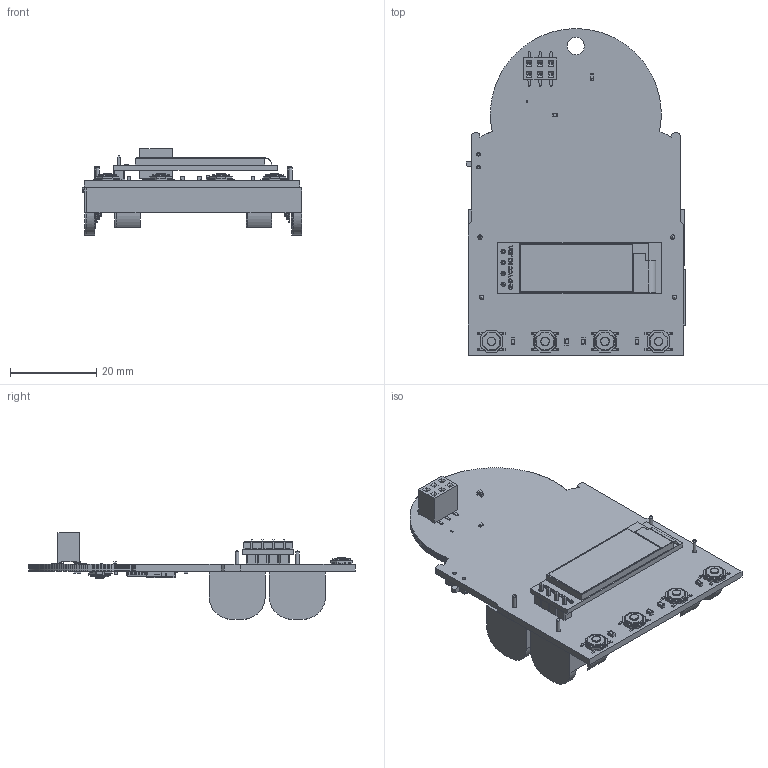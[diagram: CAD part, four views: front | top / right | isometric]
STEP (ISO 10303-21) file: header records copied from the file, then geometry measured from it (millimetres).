
FILE_DESCRIPTION(('KiCad electronic assembly'),'2;1');
FILE_NAME('Bsides_sandiego_2025.step','2024-12-16T12:51:08',('Pcbnew'),( 'Kicad'),'Open CASCADE STEP processor 7.6','KiCad to STEP converter' ,'Unknown');
FILE_SCHEMA(('AUTOMOTIVE_DESIGN { 1 0 10303 214 1 1 1 1 }'));
Length unit declared in the file: millimetre
Products named in the file (24): Bsides_sandiego_2025 1; SW_SPST_TL3342; PinSocket_2x03_P2.54mm_Vertical_SMD; PinSocket_2x03_P254mm_Vertical_SMD; C_0603_1608Metric; LED_0201_0603Metric; LED_0402_1005Metric; 128x32-OLED; 128x32-OLED v4; LED_0603_1608Metric; R_0603_1608Metric; BatteryHolder_Keystone_2466_1xAAA; Keystone_2466_1xAAA; TSSOP-20_4.4x6.5mm_P0.65mm; TSSOP_20_44x65mm_P065mm; MSK12C02; _autosave-Bsides_sandiego_2025_PCB
Assembly tree (40 placements, depth 3):
  Bsides_sandiego_2025 1
    SW_SPST_TL3342  x5
      SW_SPST_TL3342
    PinSocket_2x03_P2.54mm_Vertical_SMD
      PinSocket_2x03_P254mm_Vertical_SMD
    C_0603_1608Metric  x6
      C_0603_1608Metric
    LED_0201_0603Metric
      LED_0201_0603Metric
    LED_0402_1005Metric
      LED_0402_1005Metric
    128x32-OLED
      128x32-OLED v4
    LED_0603_1608Metric
      LED_0603_1608Metric
    R_0603_1608Metric  x8
      R_0603_1608Metric
    BatteryHolder_Keystone_2466_1xAAA  x2
      Keystone_2466_1xAAA
    TSSOP-20_4.4x6.5mm_P0.65mm
      TSSOP_20_44x65mm_P065mm
    MSK12C02
      MSK12C02
    _autosave-Bsides_sandiego_2025_PCB
Bounding box: 50.94 x 75.71 x 20.1 mm (x, y, z)
Volume: 10756.4 mm3; surface area: 16895.3 mm2
Topology: 66 solids, 71 shells, 2864 faces, 7522 edges, 4873 vertices
Faces by surface type: plane 2136, cylinder 507, bspline 208, torus 9, revolution 4
Full cylindrical faces by diameter (mm): 0.02 x2, 0.5 x1, 0.8 x4, 0.85 x2, 1 x8, 1.02 x4, 1.4 x2, 2 x5, 2.8 x4, 4 x1, 4.2 x4, 5.6 x4, 7 x2
Entity records: 65231 total; most frequent: CARTESIAN_POINT 15213, ORIENTED_EDGE 8942, DIRECTION 7898, EDGE_CURVE 4471, LINE 3752, VECTOR 3752, VERTEX_POINT 2893, AXIS2_PLACEMENT_3D 2072
